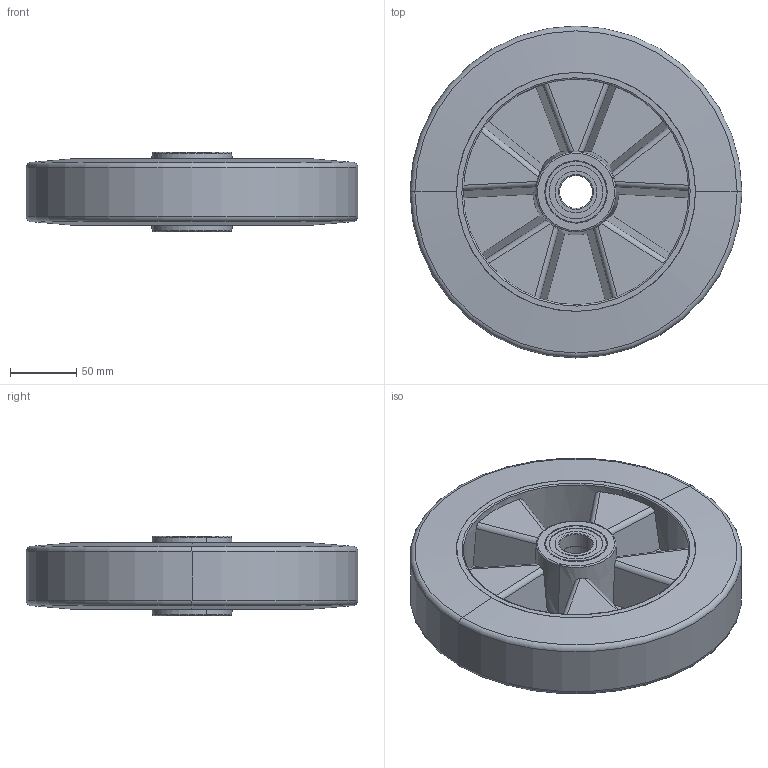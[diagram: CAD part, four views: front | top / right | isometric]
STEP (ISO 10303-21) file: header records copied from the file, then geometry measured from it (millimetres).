
FILE_DESCRIPTION (( 'STEP AP214' ), '1' );
FILE_NAME ('0037797_EGA-250-50-60-K25_(-04).step', '2019-06-27T08:09:14', ( 'Windows-Benutzer' ), ( '' ), 'SwSTEP 2.0', 'SolidWorks 2018', '' );
FILE_SCHEMA (( 'AUTOMOTIVE_DESIGN' ));
Length unit declared in the file: millimetre
Products named in the file (1): 0037797_EGA-250-50-60-K25_(-04)
Bounding box: 250 x 250 x 60 mm (x, y, z)
Volume: 1491410.2 mm3; surface area: 280283.9 mm2
Topology: 9 solids, 9 shells, 199 faces, 463 edges, 288 vertices
Faces by surface type: cylinder 86, plane 69, torus 36, cone 8
Entity records: 8598 total; most frequent: CARTESIAN_POINT 1713, DIRECTION 1027, ORIENTED_EDGE 926, EDGE_CURVE 463, AXIS2_PLACEMENT_3D 444, VERTEX_POINT 288, CIRCLE 244, EDGE_LOOP 223
